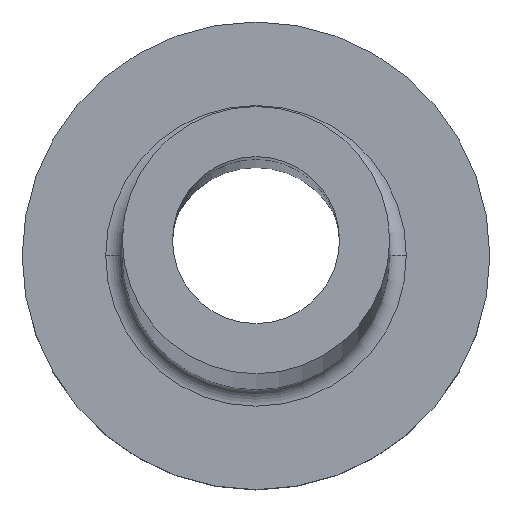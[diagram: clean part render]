
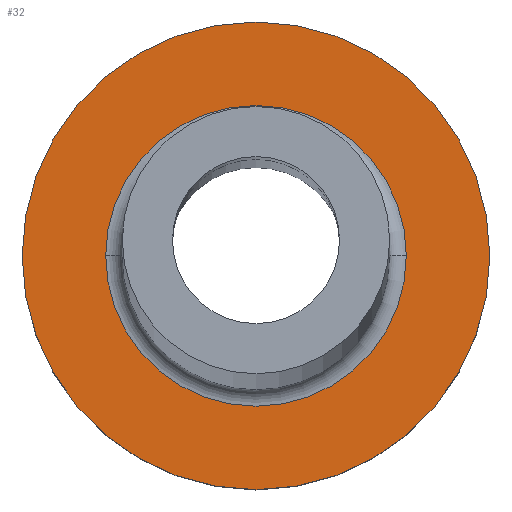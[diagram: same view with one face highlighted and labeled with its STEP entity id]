
A CAD part, top view. The second image highlights one B-rep face of the part: STEP entity #32.
In plain terms, the highlighted planar face has unit normal (0, 0, 1).
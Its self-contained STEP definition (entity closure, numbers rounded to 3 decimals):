
#9 = ORIENTED_EDGE ( 'NONE', *, *, #226, .T. ) ;
#13 = AXIS2_PLACEMENT_3D ( 'NONE', #142, #283, #24 ) ;
#19 = EDGE_LOOP ( 'NONE', ( #153, #91 ) ) ;
#24 = DIRECTION ( 'NONE',  ( 1., 0., 0. ) ) ;
#28 = AXIS2_PLACEMENT_3D ( 'NONE', #259, #427, #292 ) ;
#32 = ADVANCED_FACE ( 'NONE', ( #440, #90 ), #444, .T. ) ;
#36 = CARTESIAN_POINT ( 'NONE',  ( 4.5, 0., 5. ) ) ;
#48 = CARTESIAN_POINT ( 'NONE',  ( 7., 0., 5. ) ) ;
#90 = FACE_OUTER_BOUND ( 'NONE', #19, .T. ) ;
#91 = ORIENTED_EDGE ( 'NONE', *, *, #185, .T. ) ;
#93 = CIRCLE ( 'NONE', #284, 7. ) ;
#100 = EDGE_CURVE ( 'NONE', #204, #303, #179, .T. ) ;
#101 = CARTESIAN_POINT ( 'NONE',  ( -4.5, 0., 5. ) ) ;
#120 = DIRECTION ( 'NONE',  ( 0., 0., 1. ) ) ;
#134 = DIRECTION ( 'NONE',  ( 1., 0., 0. ) ) ;
#135 = EDGE_CURVE ( 'NONE', #200, #397, #148, .T. ) ;
#138 = DIRECTION ( 'NONE',  ( 0., 0., 1. ) ) ;
#142 = CARTESIAN_POINT ( 'NONE',  ( 0., 0., 5. ) ) ;
#148 = CIRCLE ( 'NONE', #445, 7. ) ;
#153 = ORIENTED_EDGE ( 'NONE', *, *, #135, .T. ) ;
#174 = CIRCLE ( 'NONE', #28, 4.5 ) ;
#179 = CIRCLE ( 'NONE', #13, 4.5 ) ;
#185 = EDGE_CURVE ( 'NONE', #397, #200, #93, .T. ) ;
#200 = VERTEX_POINT ( 'NONE', #249 ) ;
#204 = VERTEX_POINT ( 'NONE', #101 ) ;
#218 = AXIS2_PLACEMENT_3D ( 'NONE', #376, #120, #312 ) ;
#226 = EDGE_CURVE ( 'NONE', #303, #204, #174, .T. ) ;
#249 = CARTESIAN_POINT ( 'NONE',  ( -7., 0., 5. ) ) ;
#251 = DIRECTION ( 'NONE',  ( 0., 0., 1. ) ) ;
#259 = CARTESIAN_POINT ( 'NONE',  ( 0., 0., 5. ) ) ;
#277 = ORIENTED_EDGE ( 'NONE', *, *, #100, .T. ) ;
#283 = DIRECTION ( 'NONE',  ( 0., 0., -1. ) ) ;
#284 = AXIS2_PLACEMENT_3D ( 'NONE', #320, #138, #288 ) ;
#288 = DIRECTION ( 'NONE',  ( 1., 0., 0. ) ) ;
#292 = DIRECTION ( 'NONE',  ( 1., 0., 0. ) ) ;
#303 = VERTEX_POINT ( 'NONE', #36 ) ;
#312 = DIRECTION ( 'NONE',  ( 1., 0., 0. ) ) ;
#320 = CARTESIAN_POINT ( 'NONE',  ( 0., 0., 5. ) ) ;
#323 = CARTESIAN_POINT ( 'NONE',  ( 0., 0., 5. ) ) ;
#347 = EDGE_LOOP ( 'NONE', ( #9, #277 ) ) ;
#376 = CARTESIAN_POINT ( 'NONE',  ( 0., 0., 5. ) ) ;
#397 = VERTEX_POINT ( 'NONE', #48 ) ;
#427 = DIRECTION ( 'NONE',  ( 0., 0., -1. ) ) ;
#440 = FACE_BOUND ( 'NONE', #347, .T. ) ;
#444 = PLANE ( 'NONE',  #218 ) ;
#445 = AXIS2_PLACEMENT_3D ( 'NONE', #323, #251, #134 ) ;
